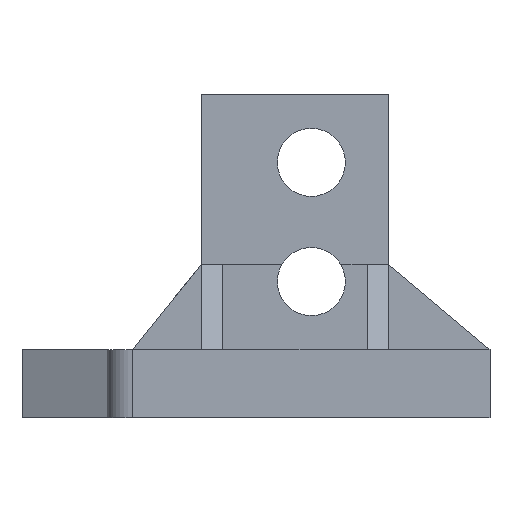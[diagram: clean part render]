
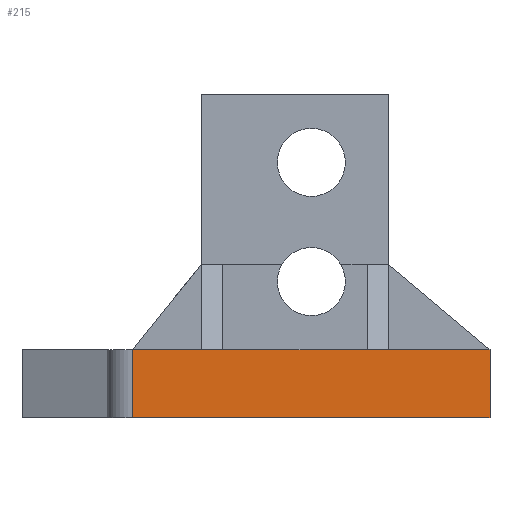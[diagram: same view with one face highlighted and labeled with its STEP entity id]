
A CAD part, front view. The second image highlights one B-rep face of the part: STEP entity #215.
In plain terms, the highlighted planar face has unit normal (0, -1, 0).
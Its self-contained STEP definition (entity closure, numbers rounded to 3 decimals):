
#32 = CYLINDRICAL_SURFACE('',#33,3.);
#33 = AXIS2_PLACEMENT_3D('',#34,#35,#36);
#34 = CARTESIAN_POINT('',(3.,3.,0.));
#35 = DIRECTION('',(0.,0.,-1.));
#36 = DIRECTION('',(1.,0.,0.));
#57 = VERTEX_POINT('',#58);
#58 = CARTESIAN_POINT('',(3.,0.,8.));
#73 = PLANE('',#74);
#74 = AXIS2_PLACEMENT_3D('',#75,#76,#77);
#75 = CARTESIAN_POINT('',(0.,3.,8.));
#76 = DIRECTION('',(0.,0.,1.));
#77 = DIRECTION('',(1.,0.,0.));
#85 = EDGE_CURVE('',#86,#57,#88,.T.);
#86 = VERTEX_POINT('',#87);
#87 = CARTESIAN_POINT('',(3.,0.,0.));
#88 = SURFACE_CURVE('',#89,(#93,#100),.PCURVE_S1.);
#89 = LINE('',#90,#91);
#90 = CARTESIAN_POINT('',(3.,0.,0.));
#91 = VECTOR('',#92,1.);
#92 = DIRECTION('',(0.,0.,1.));
#93 = PCURVE('',#32,#94);
#94 = DEFINITIONAL_REPRESENTATION('',(#95),#99);
#95 = LINE('',#96,#97);
#96 = CARTESIAN_POINT('',(-4.712,0.));
#97 = VECTOR('',#98,1.);
#98 = DIRECTION('',(0.,-1.));
#99 = ( GEOMETRIC_REPRESENTATION_CONTEXT(2) 
PARAMETRIC_REPRESENTATION_CONTEXT() REPRESENTATION_CONTEXT('2D SPACE',''
  ) );
#100 = PCURVE('',#101,#106);
#101 = PLANE('',#102);
#102 = AXIS2_PLACEMENT_3D('',#103,#104,#105);
#103 = CARTESIAN_POINT('',(45.,0.,0.));
#104 = DIRECTION('',(0.,-1.,0.));
#105 = DIRECTION('',(-1.,0.,0.));
#106 = DEFINITIONAL_REPRESENTATION('',(#107),#111);
#107 = LINE('',#108,#109);
#108 = CARTESIAN_POINT('',(42.,0.));
#109 = VECTOR('',#110,1.);
#110 = DIRECTION('',(0.,-1.));
#111 = ( GEOMETRIC_REPRESENTATION_CONTEXT(2) 
PARAMETRIC_REPRESENTATION_CONTEXT() REPRESENTATION_CONTEXT('2D SPACE',''
  ) );
#128 = PLANE('',#129);
#129 = AXIS2_PLACEMENT_3D('',#130,#131,#132);
#130 = CARTESIAN_POINT('',(0.,3.,0.));
#131 = DIRECTION('',(0.,0.,1.));
#132 = DIRECTION('',(1.,0.,0.));
#215 = ADVANCED_FACE('',(#216),#101,.T.);
#216 = FACE_BOUND('',#217,.T.);
#217 = EDGE_LOOP('',(#218,#248,#276,#304,#332,#360,#381,#382));
#218 = ORIENTED_EDGE('',*,*,#219,.T.);
#219 = EDGE_CURVE('',#220,#222,#224,.T.);
#220 = VERTEX_POINT('',#221);
#221 = CARTESIAN_POINT('',(45.,0.,0.));
#222 = VERTEX_POINT('',#223);
#223 = CARTESIAN_POINT('',(45.,0.,8.));
#224 = SURFACE_CURVE('',#225,(#229,#236),.PCURVE_S1.);
#225 = LINE('',#226,#227);
#226 = CARTESIAN_POINT('',(45.,0.,0.));
#227 = VECTOR('',#228,1.);
#228 = DIRECTION('',(0.,0.,1.));
#229 = PCURVE('',#101,#230);
#230 = DEFINITIONAL_REPRESENTATION('',(#231),#235);
#231 = LINE('',#232,#233);
#232 = CARTESIAN_POINT('',(0.,0.));
#233 = VECTOR('',#234,1.);
#234 = DIRECTION('',(0.,-1.));
#235 = ( GEOMETRIC_REPRESENTATION_CONTEXT(2) 
PARAMETRIC_REPRESENTATION_CONTEXT() REPRESENTATION_CONTEXT('2D SPACE',''
  ) );
#236 = PCURVE('',#237,#242);
#237 = PLANE('',#238);
#238 = AXIS2_PLACEMENT_3D('',#239,#240,#241);
#239 = CARTESIAN_POINT('',(45.,22.,0.));
#240 = DIRECTION('',(1.,0.,0.));
#241 = DIRECTION('',(0.,-1.,0.));
#242 = DEFINITIONAL_REPRESENTATION('',(#243),#247);
#243 = LINE('',#244,#245);
#244 = CARTESIAN_POINT('',(22.,0.));
#245 = VECTOR('',#246,1.);
#246 = DIRECTION('',(0.,-1.));
#247 = ( GEOMETRIC_REPRESENTATION_CONTEXT(2) 
PARAMETRIC_REPRESENTATION_CONTEXT() REPRESENTATION_CONTEXT('2D SPACE',''
  ) );
#248 = ORIENTED_EDGE('',*,*,#249,.T.);
#249 = EDGE_CURVE('',#222,#250,#252,.T.);
#250 = VERTEX_POINT('',#251);
#251 = CARTESIAN_POINT('',(33.081,0.,8.));
#252 = SURFACE_CURVE('',#253,(#257,#264),.PCURVE_S1.);
#253 = LINE('',#254,#255);
#254 = CARTESIAN_POINT('',(45.,0.,8.));
#255 = VECTOR('',#256,1.);
#256 = DIRECTION('',(-1.,0.,0.));
#257 = PCURVE('',#101,#258);
#258 = DEFINITIONAL_REPRESENTATION('',(#259),#263);
#259 = LINE('',#260,#261);
#260 = CARTESIAN_POINT('',(0.,-8.));
#261 = VECTOR('',#262,1.);
#262 = DIRECTION('',(1.,0.));
#263 = ( GEOMETRIC_REPRESENTATION_CONTEXT(2) 
PARAMETRIC_REPRESENTATION_CONTEXT() REPRESENTATION_CONTEXT('2D SPACE',''
  ) );
#264 = PCURVE('',#265,#270);
#265 = PLANE('',#266);
#266 = AXIS2_PLACEMENT_3D('',#267,#268,#269);
#267 = CARTESIAN_POINT('',(0.,3.,8.));
#268 = DIRECTION('',(0.,0.,1.));
#269 = DIRECTION('',(1.,0.,0.));
#270 = DEFINITIONAL_REPRESENTATION('',(#271),#275);
#271 = LINE('',#272,#273);
#272 = CARTESIAN_POINT('',(45.,-3.));
#273 = VECTOR('',#274,1.);
#274 = DIRECTION('',(-1.,0.));
#275 = ( GEOMETRIC_REPRESENTATION_CONTEXT(2) 
PARAMETRIC_REPRESENTATION_CONTEXT() REPRESENTATION_CONTEXT('2D SPACE',''
  ) );
#276 = ORIENTED_EDGE('',*,*,#277,.T.);
#277 = EDGE_CURVE('',#250,#278,#280,.T.);
#278 = VERTEX_POINT('',#279);
#279 = CARTESIAN_POINT('',(30.581,0.,8.));
#280 = SURFACE_CURVE('',#281,(#285,#292),.PCURVE_S1.);
#281 = LINE('',#282,#283);
#282 = CARTESIAN_POINT('',(33.081,0.,8.));
#283 = VECTOR('',#284,1.);
#284 = DIRECTION('',(-1.,0.,0.));
#285 = PCURVE('',#101,#286);
#286 = DEFINITIONAL_REPRESENTATION('',(#287),#291);
#287 = LINE('',#288,#289);
#288 = CARTESIAN_POINT('',(11.919,-8.));
#289 = VECTOR('',#290,1.);
#290 = DIRECTION('',(1.,0.));
#291 = ( GEOMETRIC_REPRESENTATION_CONTEXT(2) 
PARAMETRIC_REPRESENTATION_CONTEXT() REPRESENTATION_CONTEXT('2D SPACE',''
  ) );
#292 = PCURVE('',#293,#298);
#293 = PLANE('',#294);
#294 = AXIS2_PLACEMENT_3D('',#295,#296,#297);
#295 = CARTESIAN_POINT('',(33.081,11.,18.));
#296 = DIRECTION('',(0.,-0.673,0.74));
#297 = DIRECTION('',(0.,-0.74,-0.673));
#298 = DEFINITIONAL_REPRESENTATION('',(#299),#303);
#299 = LINE('',#300,#301);
#300 = CARTESIAN_POINT('',(14.866,0.));
#301 = VECTOR('',#302,1.);
#302 = DIRECTION('',(0.,-1.));
#303 = ( GEOMETRIC_REPRESENTATION_CONTEXT(2) 
PARAMETRIC_REPRESENTATION_CONTEXT() REPRESENTATION_CONTEXT('2D SPACE',''
  ) );
#304 = ORIENTED_EDGE('',*,*,#305,.T.);
#305 = EDGE_CURVE('',#278,#306,#308,.T.);
#306 = VERTEX_POINT('',#307);
#307 = CARTESIAN_POINT('',(13.581,0.,8.));
#308 = SURFACE_CURVE('',#309,(#313,#320),.PCURVE_S1.);
#309 = LINE('',#310,#311);
#310 = CARTESIAN_POINT('',(45.,0.,8.));
#311 = VECTOR('',#312,1.);
#312 = DIRECTION('',(-1.,0.,0.));
#313 = PCURVE('',#101,#314);
#314 = DEFINITIONAL_REPRESENTATION('',(#315),#319);
#315 = LINE('',#316,#317);
#316 = CARTESIAN_POINT('',(0.,-8.));
#317 = VECTOR('',#318,1.);
#318 = DIRECTION('',(1.,0.));
#319 = ( GEOMETRIC_REPRESENTATION_CONTEXT(2) 
PARAMETRIC_REPRESENTATION_CONTEXT() REPRESENTATION_CONTEXT('2D SPACE',''
  ) );
#320 = PCURVE('',#321,#326);
#321 = PLANE('',#322);
#322 = AXIS2_PLACEMENT_3D('',#323,#324,#325);
#323 = CARTESIAN_POINT('',(0.,3.,8.));
#324 = DIRECTION('',(0.,0.,1.));
#325 = DIRECTION('',(1.,0.,0.));
#326 = DEFINITIONAL_REPRESENTATION('',(#327),#331);
#327 = LINE('',#328,#329);
#328 = CARTESIAN_POINT('',(45.,-3.));
#329 = VECTOR('',#330,1.);
#330 = DIRECTION('',(-1.,0.));
#331 = ( GEOMETRIC_REPRESENTATION_CONTEXT(2) 
PARAMETRIC_REPRESENTATION_CONTEXT() REPRESENTATION_CONTEXT('2D SPACE',''
  ) );
#332 = ORIENTED_EDGE('',*,*,#333,.F.);
#333 = EDGE_CURVE('',#334,#306,#336,.T.);
#334 = VERTEX_POINT('',#335);
#335 = CARTESIAN_POINT('',(11.081,0.,8.));
#336 = SURFACE_CURVE('',#337,(#341,#348),.PCURVE_S1.);
#337 = LINE('',#338,#339);
#338 = CARTESIAN_POINT('',(11.081,0.,8.));
#339 = VECTOR('',#340,1.);
#340 = DIRECTION('',(1.,0.,0.));
#341 = PCURVE('',#101,#342);
#342 = DEFINITIONAL_REPRESENTATION('',(#343),#347);
#343 = LINE('',#344,#345);
#344 = CARTESIAN_POINT('',(33.919,-8.));
#345 = VECTOR('',#346,1.);
#346 = DIRECTION('',(-1.,0.));
#347 = ( GEOMETRIC_REPRESENTATION_CONTEXT(2) 
PARAMETRIC_REPRESENTATION_CONTEXT() REPRESENTATION_CONTEXT('2D SPACE',''
  ) );
#348 = PCURVE('',#349,#354);
#349 = PLANE('',#350);
#350 = AXIS2_PLACEMENT_3D('',#351,#352,#353);
#351 = CARTESIAN_POINT('',(11.081,11.,18.));
#352 = DIRECTION('',(0.,0.673,-0.74));
#353 = DIRECTION('',(0.,-0.74,-0.673));
#354 = DEFINITIONAL_REPRESENTATION('',(#355),#359);
#355 = LINE('',#356,#357);
#356 = CARTESIAN_POINT('',(14.866,0.));
#357 = VECTOR('',#358,1.);
#358 = DIRECTION('',(0.,-1.));
#359 = ( GEOMETRIC_REPRESENTATION_CONTEXT(2) 
PARAMETRIC_REPRESENTATION_CONTEXT() REPRESENTATION_CONTEXT('2D SPACE',''
  ) );
#360 = ORIENTED_EDGE('',*,*,#361,.T.);
#361 = EDGE_CURVE('',#334,#57,#362,.T.);
#362 = SURFACE_CURVE('',#363,(#367,#374),.PCURVE_S1.);
#363 = LINE('',#364,#365);
#364 = CARTESIAN_POINT('',(45.,0.,8.));
#365 = VECTOR('',#366,1.);
#366 = DIRECTION('',(-1.,0.,0.));
#367 = PCURVE('',#101,#368);
#368 = DEFINITIONAL_REPRESENTATION('',(#369),#373);
#369 = LINE('',#370,#371);
#370 = CARTESIAN_POINT('',(0.,-8.));
#371 = VECTOR('',#372,1.);
#372 = DIRECTION('',(1.,0.));
#373 = ( GEOMETRIC_REPRESENTATION_CONTEXT(2) 
PARAMETRIC_REPRESENTATION_CONTEXT() REPRESENTATION_CONTEXT('2D SPACE',''
  ) );
#374 = PCURVE('',#73,#375);
#375 = DEFINITIONAL_REPRESENTATION('',(#376),#380);
#376 = LINE('',#377,#378);
#377 = CARTESIAN_POINT('',(45.,-3.));
#378 = VECTOR('',#379,1.);
#379 = DIRECTION('',(-1.,0.));
#380 = ( GEOMETRIC_REPRESENTATION_CONTEXT(2) 
PARAMETRIC_REPRESENTATION_CONTEXT() REPRESENTATION_CONTEXT('2D SPACE',''
  ) );
#381 = ORIENTED_EDGE('',*,*,#85,.F.);
#382 = ORIENTED_EDGE('',*,*,#383,.F.);
#383 = EDGE_CURVE('',#220,#86,#384,.T.);
#384 = SURFACE_CURVE('',#385,(#389,#396),.PCURVE_S1.);
#385 = LINE('',#386,#387);
#386 = CARTESIAN_POINT('',(45.,0.,0.));
#387 = VECTOR('',#388,1.);
#388 = DIRECTION('',(-1.,0.,0.));
#389 = PCURVE('',#101,#390);
#390 = DEFINITIONAL_REPRESENTATION('',(#391),#395);
#391 = LINE('',#392,#393);
#392 = CARTESIAN_POINT('',(0.,0.));
#393 = VECTOR('',#394,1.);
#394 = DIRECTION('',(1.,0.));
#395 = ( GEOMETRIC_REPRESENTATION_CONTEXT(2) 
PARAMETRIC_REPRESENTATION_CONTEXT() REPRESENTATION_CONTEXT('2D SPACE',''
  ) );
#396 = PCURVE('',#128,#397);
#397 = DEFINITIONAL_REPRESENTATION('',(#398),#402);
#398 = LINE('',#399,#400);
#399 = CARTESIAN_POINT('',(45.,-3.));
#400 = VECTOR('',#401,1.);
#401 = DIRECTION('',(-1.,0.));
#402 = ( GEOMETRIC_REPRESENTATION_CONTEXT(2) 
PARAMETRIC_REPRESENTATION_CONTEXT() REPRESENTATION_CONTEXT('2D SPACE',''
  ) );
